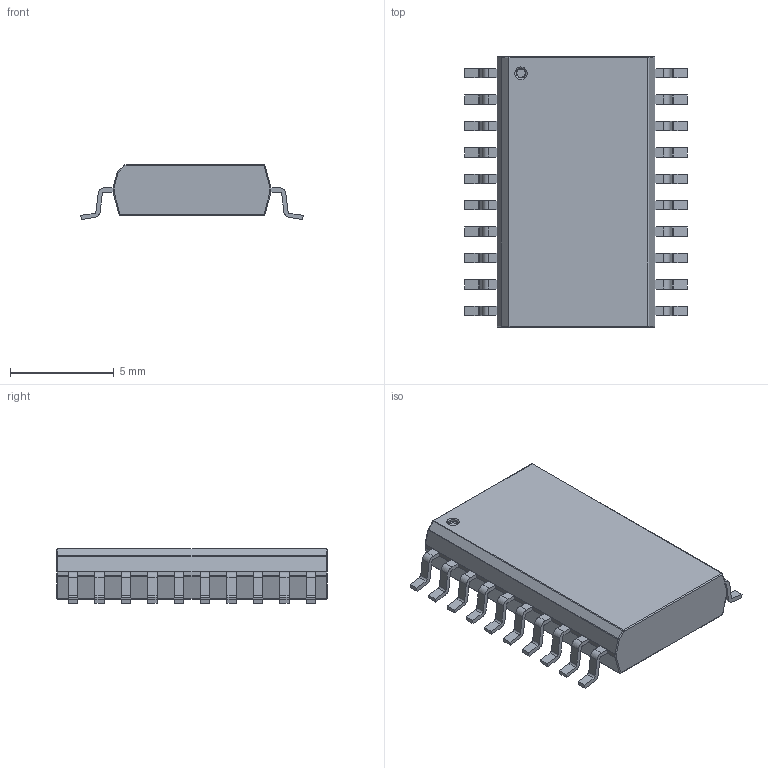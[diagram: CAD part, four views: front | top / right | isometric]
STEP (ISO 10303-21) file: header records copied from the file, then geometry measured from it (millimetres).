
FILE_DESCRIPTION(('FreeCAD Model'),'2;1');
FILE_NAME('Open CASCADE Shape Model','2022-11-09T08:41:34',(''),(''), 'Open CASCADE STEP processor 7.6','FreeCAD','Unknown');
FILE_SCHEMA(('AUTOMOTIVE_DESIGN { 1 0 10303 214 1 1 1 1 }'));
Length unit declared in the file: millimetre
Products named in the file (1): SOIC20W
Bounding box: 10.71 x 13 x 2.64 mm (x, y, z)
Volume: 236.2 mm3; surface area: 349.3 mm2
Topology: 21 solids, 21 shells, 340 faces, 853 edges, 538 vertices
Faces by surface type: plane 212, cylinder 108, sphere 18, torus 2
Full cylindrical faces by diameter (mm): 0.5 x1
Entity records: 22537 total; most frequent: CARTESIAN_POINT 3946, DIRECTION 3250, LINE 2047, VECTOR 2047, ORIENTED_EDGE 1670, PCURVE 1670, DEFINITIONAL_REPRESENTATION 1670, EDGE_CURVE 835
